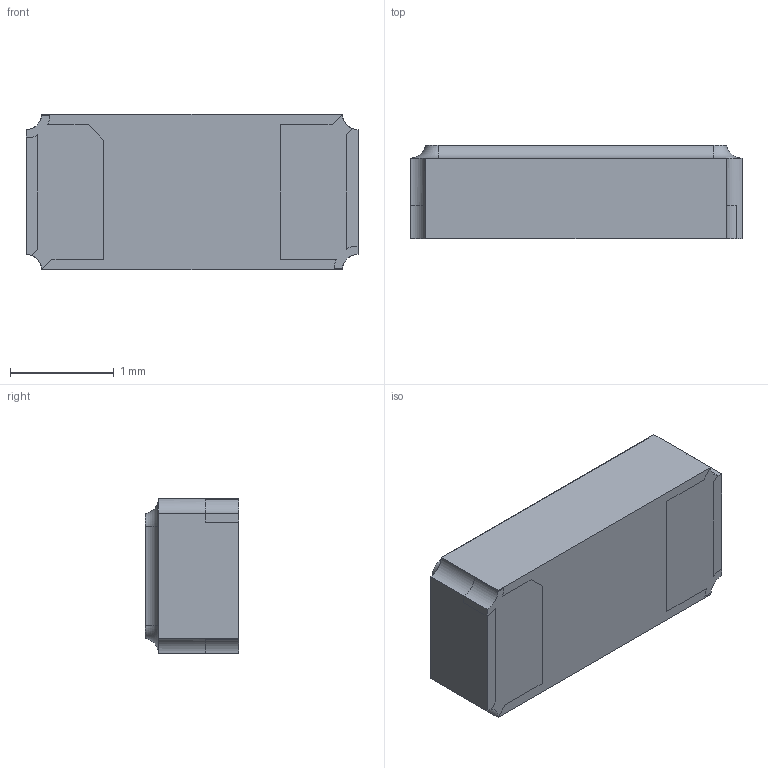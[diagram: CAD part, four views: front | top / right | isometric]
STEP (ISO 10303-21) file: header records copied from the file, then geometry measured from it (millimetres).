
FILE_DESCRIPTION (( 'STEP AP214' ), '1' );
FILE_NAME ('NX3215SA-32.768K-STD-MUA-8.STEP', '2020-03-08T04:36:44', ( '' ), ( '' ), 'SwSTEP 2.0', 'SolidWorks 2017', '' );
FILE_SCHEMA (( 'AUTOMOTIVE_DESIGN' ));
Length unit declared in the file: millimetre
Products named in the file (1): NX3215SA-32.768K-STD-MUA-8
Bounding box: 3.2 x 0.9 x 1.5 mm (x, y, z)
Volume: 4.1 mm3; surface area: 34.9 mm2
Topology: 4 solids, 4 shells, 72 faces, 198 edges, 134 vertices
Faces by surface type: plane 48, cylinder 20, torus 4
Entity records: 2371 total; most frequent: CARTESIAN_POINT 417, DIRECTION 396, ORIENTED_EDGE 396, EDGE_CURVE 198, VECTOR 138, LINE 138, VERTEX_POINT 134, AXIS2_PLACEMENT_3D 129
